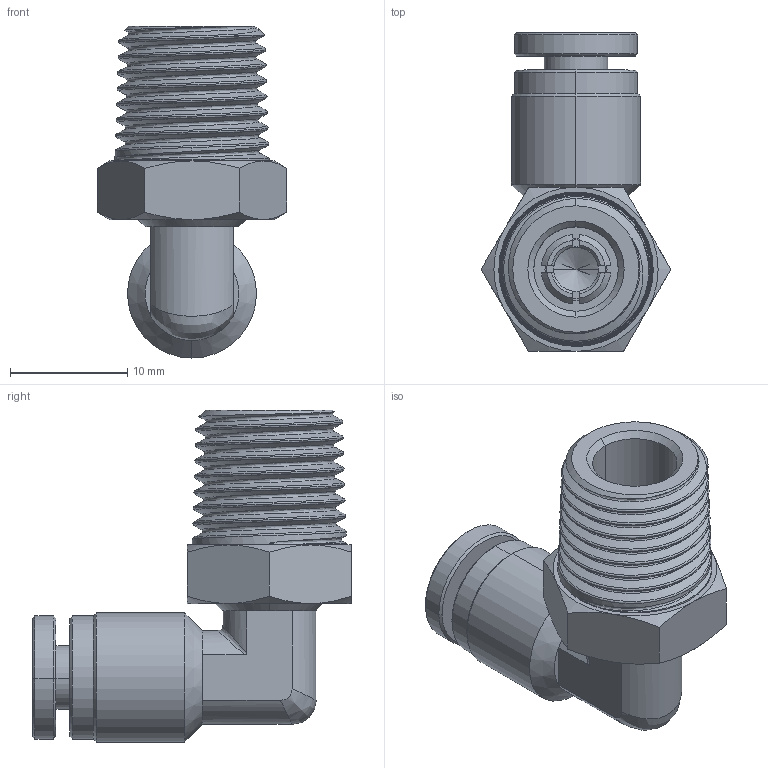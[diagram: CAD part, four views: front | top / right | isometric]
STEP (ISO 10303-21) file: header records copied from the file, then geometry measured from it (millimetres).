
FILE_DESCRIPTION (( 'STEP AP214' ), '1' );
FILE_NAME ('MES4R1-4W.STEP', '2018-07-20T16:50:07', ( '' ), ( '' ), 'SwSTEP 2.0', 'SolidWorks 2016', '' );
FILE_SCHEMA (( 'AUTOMOTIVE_DESIGN' ));
Length unit declared in the file: millimetre
Products named in the file (1): MES4R1-4W
Bounding box: 16.17 x 27.19 x 28.3 mm (x, y, z)
Volume: 2971.5 mm3; surface area: 4309.3 mm2
Topology: 7 solids, 7 shells, 426 faces, 1130 edges, 728 vertices
Faces by surface type: plane 150, cone 149, cylinder 85, bspline 40, torus 2
Entity records: 24663 total; most frequent: CARTESIAN_POINT 9919, ORIENTED_EDGE 2256, DIRECTION 1886, EDGE_CURVE 1128, AXIS2_PLACEMENT_3D 759, VERTEX_POINT 728, EDGE_LOOP 452, UNCERTAINTY_MEASURE_WITH_UNIT 435
